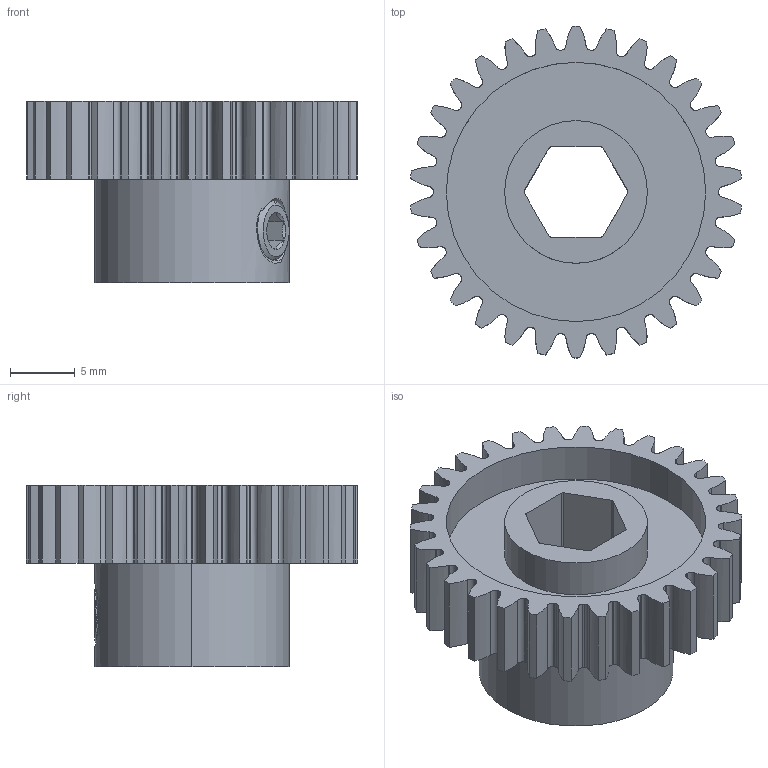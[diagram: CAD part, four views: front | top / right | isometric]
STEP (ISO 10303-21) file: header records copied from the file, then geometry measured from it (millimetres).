
FILE_DESCRIPTION (( 'STEP AP203' ), '1' );
FILE_NAME ('2303-4008-0030 assembly.STEP', '2019-09-10T19:18:44', ( '' ), ( '' ), 'SwSTEP 2.0', 'SolidWorks 2016', '' );
FILE_SCHEMA (( 'CONFIG_CONTROL_DESIGN' ));
Length unit declared in the file: millimetre
Products named in the file (3): 2303-4008-0030; 2303-4008-0030 assembly; 2806-0005-0004_91390A117
Assembly tree (3 placements, depth 2):
  2303-4008-0030 assembly
    2303-4008-0030
    2806-0005-0004_91390A117  x2
Bounding box: 25.51 x 25.6 x 14 mm (x, y, z)
Volume: 2817.8 mm3; surface area: 3054.2 mm2
Topology: 3 solids, 3 shells, 413 faces, 1176 edges, 766 vertices
Faces by surface type: cylinder 144, bspline 136, plane 99, cone 34
Entity records: 26188 total; most frequent: CARTESIAN_POINT 17258, ORIENTED_EDGE 2156, DIRECTION 1312, EDGE_CURVE 1078, VERTEX_POINT 713, LINE 472, VECTOR 472, AXIS2_PLACEMENT_3D 420
